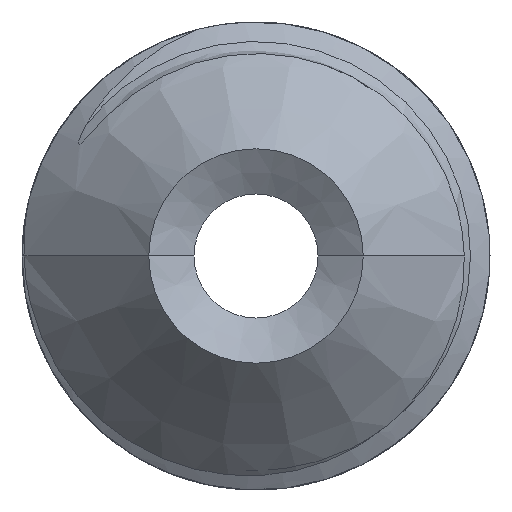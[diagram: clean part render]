
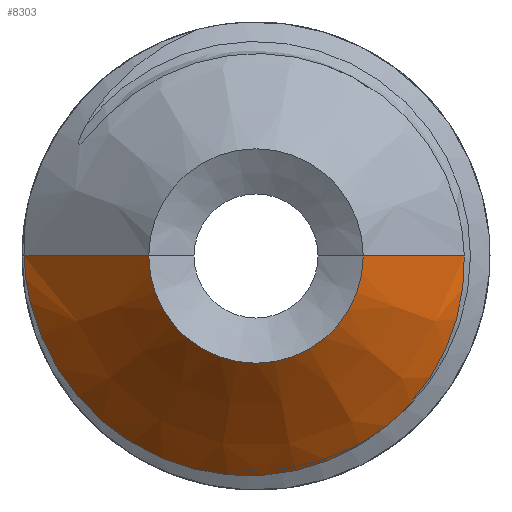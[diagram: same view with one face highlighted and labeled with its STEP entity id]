
A CAD part, left-side view. The second image highlights one B-rep face of the part: STEP entity #8303.
In plain terms, the highlighted conical face has half-angle 45 degrees and reference radius 2.175 mm.
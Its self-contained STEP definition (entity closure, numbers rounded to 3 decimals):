
#3489=CARTESIAN_POINT('',(1.375,-1.677,-2.18));
#3490=CARTESIAN_POINT('',(1.381,-1.542,
-2.291));
#3491=CARTESIAN_POINT('',(1.394,-1.253,
-2.487));
#3492=CARTESIAN_POINT('',(1.413,-0.778,
-2.693));
#3493=CARTESIAN_POINT('',(1.431,-0.276,
-2.809));
#3494=CARTESIAN_POINT('',(1.45,0.253,
-2.83));
#3495=CARTESIAN_POINT('',(1.469,0.776,
-2.753));
#3496=CARTESIAN_POINT('',(1.487,1.273,-2.582));
#3497=CARTESIAN_POINT('',(1.506,1.744,-2.315));
#3498=CARTESIAN_POINT('',(1.525,2.158,-1.962));
#3499=CARTESIAN_POINT('',(1.544,2.493,-1.549));
#3500=CARTESIAN_POINT('',(1.562,2.754,-1.069));
#3501=CARTESIAN_POINT('',(1.581,2.923,
-0.542));
#3502=CARTESIAN_POINT('',(1.594,2.969,
-0.181));
#3503=CARTESIAN_POINT('',(1.6,2.975,0.));
#3589=CARTESIAN_POINT('',(0.,0.,0.));
#3590=DIRECTION('',(-1.,0.,0.));
#3591=DIRECTION('',(0.,1.,0.));
#3592=AXIS2_PLACEMENT_3D('',#3589,#3590,#3591);
#3594=DIRECTION('',(0.707,0.707,0.));
#3595=VECTOR('',#3594,2.262);
#3596=CARTESIAN_POINT('',(0.,1.375,0.));
#3597=LINE('',#3596,#3595);
#3598=DIRECTION('',(0.707,-0.707,0.));
#3599=VECTOR('',#3598,1.832);
#3600=CARTESIAN_POINT('',(0.,-1.375,0.));
#3601=LINE('',#3600,#3599);
#4192=CARTESIAN_POINT('',(1.295,-2.67,
0.));
#4193=CARTESIAN_POINT('',(1.3,-2.675,
-0.163));
#4194=CARTESIAN_POINT('',(1.309,-2.654,
-0.491));
#4195=CARTESIAN_POINT('',(1.324,-2.534,
-0.973));
#4196=CARTESIAN_POINT('',(1.34,-2.331,
-1.421));
#4197=CARTESIAN_POINT('',(1.357,-2.048,
-1.83));
#4198=CARTESIAN_POINT('',(1.369,-1.808,
-2.071));
#4199=CARTESIAN_POINT('',(1.375,-1.677,-2.18));
#4648=CARTESIAN_POINT('',(0.,1.375,0.));
#4649=CARTESIAN_POINT('',(1.6,2.975,0.));
#4650=VERTEX_POINT('',#4648);
#4651=VERTEX_POINT('',#4649);
#4652=CARTESIAN_POINT('',(0.,-1.375,0.));
#4653=CARTESIAN_POINT('',(1.295,-2.67,
0.));
#4654=VERTEX_POINT('',#4652);
#4655=VERTEX_POINT('',#4653);
#4719=VERTEX_POINT('',#4199);
#8287=CARTESIAN_POINT('',(0.8,0.,0.));
#8288=DIRECTION('',(1.,0.,0.));
#8289=DIRECTION('',(0.,-1.,0.));
#8290=AXIS2_PLACEMENT_3D('',#8287,#8288,#8289);
#8291=CONICAL_SURFACE('',#8290,2.175,45.);
#8293=ORIENTED_EDGE('',*,*,#8292,.F.);
#8295=ORIENTED_EDGE('',*,*,#8294,.T.);
#8297=ORIENTED_EDGE('',*,*,#8296,.T.);
#8299=ORIENTED_EDGE('',*,*,#8298,.T.);
#8300=ORIENTED_EDGE('',*,*,#8274,.T.);
#8301=EDGE_LOOP('',(#8293,#8295,#8297,#8299,#8300));
#8302=FACE_OUTER_BOUND('',#8301,.F.);
#3504=B_SPLINE_CURVE_WITH_KNOTS('',3,(#3489,#3490,#3491,#3492,#3493,#3494,#3495,
#3496,#3497,#3498,#3499,#3500,#3501,#3502,#3503),.UNSPECIFIED.,.F.,.F.,(4,1,1,1,
1,1,1,1,1,1,1,1,4),(0.,0.083,0.167,0.25,
0.333,0.417,0.5,0.583,0.667,
0.75,0.833,0.917,1.),.UNSPECIFIED.);
#3593=CIRCLE('',#3592,1.375);
#4200=B_SPLINE_CURVE_WITH_KNOTS('',3,(#4192,#4193,#4194,#4195,#4196,#4197,#4198,
#4199),.UNSPECIFIED.,.F.,.F.,(4,1,1,1,1,4),(0.,0.2,0.4,0.6,0.8,1.),
.UNSPECIFIED.);
#8274=EDGE_CURVE('',#4719,#4651,#3504,.T.);
#8292=EDGE_CURVE('',#4650,#4651,#3597,.T.);
#8294=EDGE_CURVE('',#4650,#4654,#3593,.T.);
#8296=EDGE_CURVE('',#4654,#4655,#3601,.T.);
#8298=EDGE_CURVE('',#4655,#4719,#4200,.T.);
#8303=ADVANCED_FACE('',(#8302),#8291,.T.);
